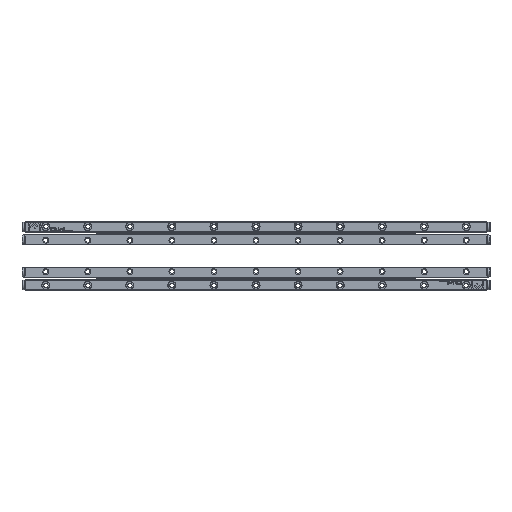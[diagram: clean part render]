
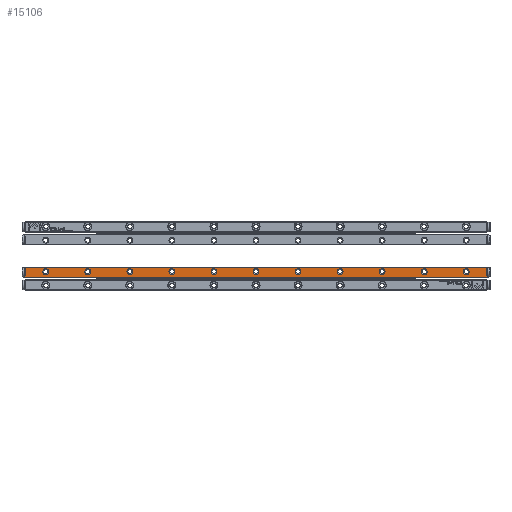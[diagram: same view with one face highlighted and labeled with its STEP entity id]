
A CAD part, top view. The second image highlights one B-rep face of the part: STEP entity #15106.
In plain terms, the highlighted planar face has unit normal (0, 0, 1).
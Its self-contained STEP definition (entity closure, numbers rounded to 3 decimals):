
#15106=ADVANCED_FACE('',(#26304,#26305,#26306,#26307,#26308,#26309,#26310,
#26311,#26312,#26313,#26314,#26315),#19776,.T.);
#19776=PLANE('',#89439);
#22381=CIRCLE('',#89428,2.8);
#22382=CIRCLE('',#89429,2.8);
#22383=CIRCLE('',#89430,2.8);
#22384=CIRCLE('',#89431,2.8);
#22385=CIRCLE('',#89432,2.8);
#22386=CIRCLE('',#89433,2.8);
#22387=CIRCLE('',#89434,2.8);
#22388=CIRCLE('',#89435,2.8);
#22389=CIRCLE('',#89436,2.8);
#22390=CIRCLE('',#89437,2.8);
#22391=CIRCLE('',#89438,2.8);
#26304=FACE_BOUND('',#27853,.T.);
#26305=FACE_BOUND('',#27854,.T.);
#26306=FACE_BOUND('',#27855,.T.);
#26307=FACE_BOUND('',#27856,.T.);
#26308=FACE_BOUND('',#27857,.T.);
#26309=FACE_BOUND('',#27858,.T.);
#26310=FACE_BOUND('',#27859,.T.);
#26311=FACE_BOUND('',#27860,.T.);
#26312=FACE_BOUND('',#27861,.T.);
#26313=FACE_BOUND('',#27862,.T.);
#26314=FACE_BOUND('',#27863,.T.);
#26315=FACE_BOUND('',#27864,.T.);
#27853=EDGE_LOOP('',(#33672,#33673,#33674,#33675));
#27854=EDGE_LOOP('',(#33676));
#27855=EDGE_LOOP('',(#33677));
#27856=EDGE_LOOP('',(#33678));
#27857=EDGE_LOOP('',(#33679));
#27858=EDGE_LOOP('',(#33680));
#27859=EDGE_LOOP('',(#33681));
#27860=EDGE_LOOP('',(#33682));
#27861=EDGE_LOOP('',(#33683));
#27862=EDGE_LOOP('',(#33684));
#27863=EDGE_LOOP('',(#33685));
#27864=EDGE_LOOP('',(#33686));
#33672=ORIENTED_EDGE('',*,*,#63672,.T.);
#33673=ORIENTED_EDGE('',*,*,#63673,.T.);
#33674=ORIENTED_EDGE('',*,*,#63674,.T.);
#33675=ORIENTED_EDGE('',*,*,#63675,.T.);
#33676=ORIENTED_EDGE('',*,*,#63676,.T.);
#33677=ORIENTED_EDGE('',*,*,#63677,.T.);
#33678=ORIENTED_EDGE('',*,*,#63678,.T.);
#33679=ORIENTED_EDGE('',*,*,#63679,.T.);
#33680=ORIENTED_EDGE('',*,*,#63680,.T.);
#33681=ORIENTED_EDGE('',*,*,#63681,.T.);
#33682=ORIENTED_EDGE('',*,*,#63682,.T.);
#33683=ORIENTED_EDGE('',*,*,#63683,.T.);
#33684=ORIENTED_EDGE('',*,*,#63684,.T.);
#33685=ORIENTED_EDGE('',*,*,#63685,.T.);
#33686=ORIENTED_EDGE('',*,*,#63686,.T.);
#56192=VERTEX_POINT('',#119875);
#56193=VERTEX_POINT('',#119876);
#56194=VERTEX_POINT('',#119878);
#56195=VERTEX_POINT('',#119880);
#56196=VERTEX_POINT('',#119883);
#56197=VERTEX_POINT('',#119885);
#56198=VERTEX_POINT('',#119887);
#56199=VERTEX_POINT('',#119889);
#56200=VERTEX_POINT('',#119891);
#56201=VERTEX_POINT('',#119893);
#56202=VERTEX_POINT('',#119895);
#56203=VERTEX_POINT('',#119897);
#56204=VERTEX_POINT('',#119899);
#56205=VERTEX_POINT('',#119901);
#56206=VERTEX_POINT('',#119903);
#63672=EDGE_CURVE('',#56192,#56193,#74845,.T.);
#63673=EDGE_CURVE('',#56193,#56194,#74846,.T.);
#63674=EDGE_CURVE('',#56194,#56195,#74847,.T.);
#63675=EDGE_CURVE('',#56195,#56192,#74848,.T.);
#63676=EDGE_CURVE('',#56196,#56196,#22381,.T.);
#63677=EDGE_CURVE('',#56197,#56197,#22382,.T.);
#63678=EDGE_CURVE('',#56198,#56198,#22383,.T.);
#63679=EDGE_CURVE('',#56199,#56199,#22384,.T.);
#63680=EDGE_CURVE('',#56200,#56200,#22385,.T.);
#63681=EDGE_CURVE('',#56201,#56201,#22386,.T.);
#63682=EDGE_CURVE('',#56202,#56202,#22387,.T.);
#63683=EDGE_CURVE('',#56203,#56203,#22388,.T.);
#63684=EDGE_CURVE('',#56204,#56204,#22389,.T.);
#63685=EDGE_CURVE('',#56205,#56205,#22390,.T.);
#63686=EDGE_CURVE('',#56206,#56206,#22391,.T.);
#74845=LINE('',#119874,#82209);
#74846=LINE('',#119877,#82210);
#74847=LINE('',#119879,#82211);
#74848=LINE('',#119881,#82212);
#82209=VECTOR('',#97056,1.);
#82210=VECTOR('',#97057,1.);
#82211=VECTOR('',#97058,1.);
#82212=VECTOR('',#97059,1.);
#89428=AXIS2_PLACEMENT_3D('',#119882,#97060,#97061);
#89429=AXIS2_PLACEMENT_3D('',#119884,#97062,#97063);
#89430=AXIS2_PLACEMENT_3D('',#119886,#97064,#97065);
#89431=AXIS2_PLACEMENT_3D('',#119888,#97066,#97067);
#89432=AXIS2_PLACEMENT_3D('',#119890,#97068,#97069);
#89433=AXIS2_PLACEMENT_3D('',#119892,#97070,#97071);
#89434=AXIS2_PLACEMENT_3D('',#119894,#97072,#97073);
#89435=AXIS2_PLACEMENT_3D('',#119896,#97074,#97075);
#89436=AXIS2_PLACEMENT_3D('',#119898,#97076,#97077);
#89437=AXIS2_PLACEMENT_3D('',#119900,#97078,#97079);
#89438=AXIS2_PLACEMENT_3D('',#119902,#97080,#97081);
#89439=AXIS2_PLACEMENT_3D('',#119904,#97082,#97083);
#97056=DIRECTION('',(0.,1.,0.));
#97057=DIRECTION('',(-1.,0.,0.));
#97058=DIRECTION('',(0.,-1.,0.));
#97059=DIRECTION('',(1.,0.,0.));
#97060=DIRECTION('',(0.,0.,-1.));
#97061=DIRECTION('',(1.,0.,0.));
#97062=DIRECTION('',(0.,0.,-1.));
#97063=DIRECTION('',(1.,0.,0.));
#97064=DIRECTION('',(0.,0.,-1.));
#97065=DIRECTION('',(1.,0.,0.));
#97066=DIRECTION('',(0.,0.,-1.));
#97067=DIRECTION('',(1.,0.,0.));
#97068=DIRECTION('',(0.,0.,-1.));
#97069=DIRECTION('',(1.,0.,0.));
#97070=DIRECTION('',(0.,0.,-1.));
#97071=DIRECTION('',(1.,0.,0.));
#97072=DIRECTION('',(0.,0.,-1.));
#97073=DIRECTION('',(1.,0.,0.));
#97074=DIRECTION('',(0.,0.,-1.));
#97075=DIRECTION('',(1.,0.,0.));
#97076=DIRECTION('',(0.,0.,-1.));
#97077=DIRECTION('',(1.,0.,0.));
#97078=DIRECTION('',(0.,0.,-1.));
#97079=DIRECTION('',(1.,0.,0.));
#97080=DIRECTION('',(0.,0.,-1.));
#97081=DIRECTION('',(1.,0.,0.));
#97082=DIRECTION('',(0.,0.,1.));
#97083=DIRECTION('',(1.,0.,0.));
#119874=CARTESIAN_POINT('',(439.5,5.,11.));
#119875=CARTESIAN_POINT('',(439.5,0.5,11.));
#119876=CARTESIAN_POINT('',(439.5,9.5,11.));
#119877=CARTESIAN_POINT('',(220.,9.5,11.));
#119878=CARTESIAN_POINT('',(0.5,9.5,11.));
#119879=CARTESIAN_POINT('',(0.5,5.,11.));
#119880=CARTESIAN_POINT('',(0.5,0.5,11.));
#119881=CARTESIAN_POINT('',(220.,0.5,11.));
#119882=CARTESIAN_POINT('',(260.,5.5,11.));
#119883=CARTESIAN_POINT('',(262.8,5.5,11.));
#119884=CARTESIAN_POINT('',(100.,5.5,11.));
#119885=CARTESIAN_POINT('',(102.8,5.5,11.));
#119886=CARTESIAN_POINT('',(140.,5.5,11.));
#119887=CARTESIAN_POINT('',(142.8,5.5,11.));
#119888=CARTESIAN_POINT('',(20.,5.5,11.));
#119889=CARTESIAN_POINT('',(22.8,5.5,11.));
#119890=CARTESIAN_POINT('',(300.,5.5,11.));
#119891=CARTESIAN_POINT('',(302.8,5.5,11.));
#119892=CARTESIAN_POINT('',(340.,5.5,11.));
#119893=CARTESIAN_POINT('',(342.8,5.5,11.));
#119894=CARTESIAN_POINT('',(180.,5.5,11.));
#119895=CARTESIAN_POINT('',(182.8,5.5,11.));
#119896=CARTESIAN_POINT('',(420.,5.5,11.));
#119897=CARTESIAN_POINT('',(422.8,5.5,11.));
#119898=CARTESIAN_POINT('',(220.,5.5,11.));
#119899=CARTESIAN_POINT('',(222.8,5.5,11.));
#119900=CARTESIAN_POINT('',(60.,5.5,11.));
#119901=CARTESIAN_POINT('',(62.8,5.5,11.));
#119902=CARTESIAN_POINT('',(380.,5.5,11.));
#119903=CARTESIAN_POINT('',(382.8,5.5,11.));
#119904=CARTESIAN_POINT('',(220.,5.,11.));
